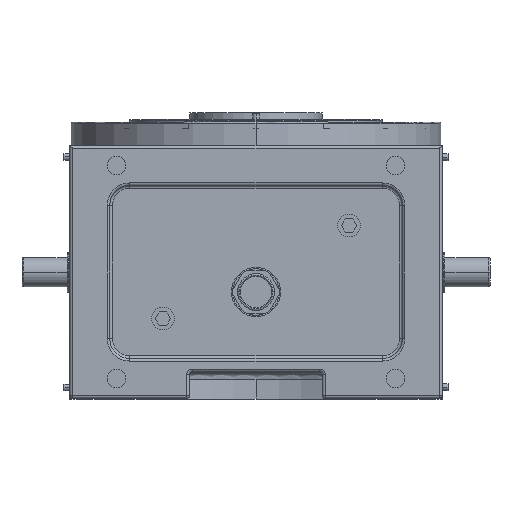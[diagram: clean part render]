
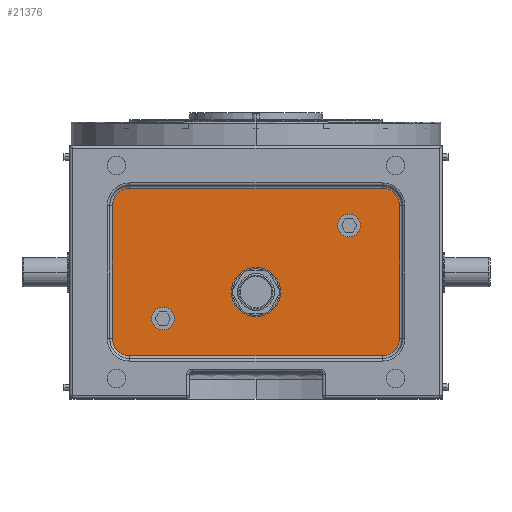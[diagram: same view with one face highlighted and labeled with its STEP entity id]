
A CAD part, top view. The second image highlights one B-rep face of the part: STEP entity #21376.
In plain terms, the highlighted planar face has unit normal (0, 0, 1).
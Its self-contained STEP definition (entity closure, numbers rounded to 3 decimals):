
#45 = VECTOR ( 'NONE', #18942, 1000. ) ;
#402 = ORIENTED_EDGE ( 'NONE', *, *, #1695, .T. ) ;
#513 = AXIS2_PLACEMENT_3D ( 'NONE', #8670, #12463, #32053 ) ;
#812 = EDGE_CURVE ( 'NONE', #14021, #23902, #4320, .T. ) ;
#981 = CIRCLE ( 'NONE', #33123, 8.5 ) ;
#1140 = ORIENTED_EDGE ( 'NONE', *, *, #28321, .T. ) ;
#1294 = CARTESIAN_POINT ( 'NONE',  ( -95., 63., 200. ) ) ;
#1695 = EDGE_CURVE ( 'NONE', #41630, #21318, #36771, .T. ) ;
#3718 = CARTESIAN_POINT ( 'NONE',  ( -18.5, -15., 200. ) ) ;
#4320 = CIRCLE ( 'NONE', #28622, 13. ) ;
#4782 = ORIENTED_EDGE ( 'NONE', *, *, #31558, .F. ) ;
#4999 = CARTESIAN_POINT ( 'NONE',  ( 108., 50., 200. ) ) ;
#5492 = FACE_BOUND ( 'NONE', #45745, .T. ) ;
#5825 = CARTESIAN_POINT ( 'NONE',  ( 95., -63., 200. ) ) ;
#7049 = CARTESIAN_POINT ( 'NONE',  ( -61.5, -35., 200. ) ) ;
#7347 = DIRECTION ( 'NONE',  ( 0., 0., 1. ) ) ;
#7482 = ORIENTED_EDGE ( 'NONE', *, *, #39621, .T. ) ;
#7841 = AXIS2_PLACEMENT_3D ( 'NONE', #30396, #7347, #37640 ) ;
#7879 = ORIENTED_EDGE ( 'NONE', *, *, #20233, .F. ) ;
#8201 = CARTESIAN_POINT ( 'NONE',  ( -108., 50., 200. ) ) ;
#8670 = CARTESIAN_POINT ( 'NONE',  ( -70., -35., 200. ) ) ;
#8975 = AXIS2_PLACEMENT_3D ( 'NONE', #41907, #49450, #37851 ) ;
#9098 = CARTESIAN_POINT ( 'NONE',  ( -95., -50., 200. ) ) ;
#9220 = VERTEX_POINT ( 'NONE', #35035 ) ;
#9481 = CARTESIAN_POINT ( 'NONE',  ( 108., 50., 200. ) ) ;
#10210 = CARTESIAN_POINT ( 'NONE',  ( -78.5, -35., 200. ) ) ;
#10758 = VERTEX_POINT ( 'NONE', #8201 ) ;
#11360 = DIRECTION ( 'NONE',  ( 0., 0., 1. ) ) ;
#11517 = DIRECTION ( 'NONE',  ( -1., 0., 0. ) ) ;
#12463 = DIRECTION ( 'NONE',  ( 0., 0., 1. ) ) ;
#12659 = AXIS2_PLACEMENT_3D ( 'NONE', #9098, #36017, #31797 ) ;
#13562 = DIRECTION ( 'NONE',  ( 0., 0., 1. ) ) ;
#14021 = VERTEX_POINT ( 'NONE', #37010 ) ;
#15174 = CIRCLE ( 'NONE', #7841, 8.5 ) ;
#15456 = DIRECTION ( 'NONE',  ( 0., -1., 0. ) ) ;
#15764 = EDGE_CURVE ( 'NONE', #32884, #21547, #44142, .T. ) ;
#16894 = AXIS2_PLACEMENT_3D ( 'NONE', #37799, #22823, #11517 ) ;
#16996 = DIRECTION ( 'NONE',  ( 0., 0., 1. ) ) ;
#17164 = DIRECTION ( 'NONE',  ( 1., 0., 0. ) ) ;
#18050 = ORIENTED_EDGE ( 'NONE', *, *, #15764, .F. ) ;
#18748 = VERTEX_POINT ( 'NONE', #24670 ) ;
#18942 = DIRECTION ( 'NONE',  ( 1., 0., 0. ) ) ;
#19384 = FACE_BOUND ( 'NONE', #42257, .T. ) ;
#19512 = AXIS2_PLACEMENT_3D ( 'NONE', #49744, #11360, #46215 ) ;
#19703 = VERTEX_POINT ( 'NONE', #30799 ) ;
#20143 = CARTESIAN_POINT ( 'NONE',  ( 61.5, 35., 200. ) ) ;
#20233 = EDGE_CURVE ( 'NONE', #18748, #35798, #15174, .T. ) ;
#21318 = VERTEX_POINT ( 'NONE', #24266 ) ;
#21376 = ADVANCED_FACE ( 'NONE', ( #44667, #34423, #19384, #5492 ), #28120, .F. ) ;
#21547 = VERTEX_POINT ( 'NONE', #10210 ) ;
#21570 = DIRECTION ( 'NONE',  ( 0., 0., 1. ) ) ;
#21749 = EDGE_CURVE ( 'NONE', #21547, #32884, #45804, .T. ) ;
#22709 = ORIENTED_EDGE ( 'NONE', *, *, #40987, .F. ) ;
#22823 = DIRECTION ( 'NONE',  ( 0., 0., 1. ) ) ;
#23037 = CIRCLE ( 'NONE', #29759, 18.5 ) ;
#23734 = DIRECTION ( 'NONE',  ( 1., 0., 0. ) ) ;
#23902 = VERTEX_POINT ( 'NONE', #48779 ) ;
#23916 = LINE ( 'NONE', #4999, #40766 ) ;
#24184 = LINE ( 'NONE', #26993, #45 ) ;
#24266 = CARTESIAN_POINT ( 'NONE',  ( 95., 63., 200. ) ) ;
#24363 = EDGE_CURVE ( 'NONE', #9220, #41630, #23916, .T. ) ;
#24412 = ORIENTED_EDGE ( 'NONE', *, *, #44039, .T. ) ;
#24442 = CARTESIAN_POINT ( 'NONE',  ( 95., 50., 200. ) ) ;
#24670 = CARTESIAN_POINT ( 'NONE',  ( 78.5, 35., 200. ) ) ;
#25187 = CARTESIAN_POINT ( 'NONE',  ( 0., -15., 200. ) ) ;
#26548 = ORIENTED_EDGE ( 'NONE', *, *, #812, .T. ) ;
#26888 = DIRECTION ( 'NONE',  ( -1., 0., 0. ) ) ;
#26993 = CARTESIAN_POINT ( 'NONE',  ( 95., -63., 200. ) ) ;
#27632 = DIRECTION ( 'NONE',  ( -1., 0., 0. ) ) ;
#28120 = PLANE ( 'NONE',  #12659 ) ;
#28259 = DIRECTION ( 'NONE',  ( 0., 0., 1. ) ) ;
#28321 = EDGE_CURVE ( 'NONE', #23902, #46839, #24184, .T. ) ;
#28376 = VECTOR ( 'NONE', #26888, 1000. ) ;
#28622 = AXIS2_PLACEMENT_3D ( 'NONE', #46580, #16996, #37957 ) ;
#29599 = CIRCLE ( 'NONE', #16894, 13. ) ;
#29759 = AXIS2_PLACEMENT_3D ( 'NONE', #25187, #13562, #17164 ) ;
#29937 = AXIS2_PLACEMENT_3D ( 'NONE', #24442, #42972, #27632 ) ;
#30396 = CARTESIAN_POINT ( 'NONE',  ( 70., 35., 200. ) ) ;
#30799 = CARTESIAN_POINT ( 'NONE',  ( 18.5, -15., 200. ) ) ;
#31558 = EDGE_CURVE ( 'NONE', #35798, #18748, #981, .T. ) ;
#31797 = DIRECTION ( 'NONE',  ( 0., -1., 0. ) ) ;
#32053 = DIRECTION ( 'NONE',  ( 1., 0., 0. ) ) ;
#32837 = CARTESIAN_POINT ( 'NONE',  ( 0., -15., 200. ) ) ;
#32884 = VERTEX_POINT ( 'NONE', #7049 ) ;
#32953 = CIRCLE ( 'NONE', #8975, 13. ) ;
#33123 = AXIS2_PLACEMENT_3D ( 'NONE', #43079, #28259, #23734 ) ;
#33238 = CIRCLE ( 'NONE', #33654, 18.5 ) ;
#33654 = AXIS2_PLACEMENT_3D ( 'NONE', #32837, #21570, #48477 ) ;
#33907 = EDGE_CURVE ( 'NONE', #21318, #34093, #42236, .T. ) ;
#34093 = VERTEX_POINT ( 'NONE', #1294 ) ;
#34423 = FACE_OUTER_BOUND ( 'NONE', #37350, .T. ) ;
#34684 = EDGE_LOOP ( 'NONE', ( #36401, #22709 ) ) ;
#35002 = VERTEX_POINT ( 'NONE', #3718 ) ;
#35035 = CARTESIAN_POINT ( 'NONE',  ( 108., -50., 200. ) ) ;
#35798 = VERTEX_POINT ( 'NONE', #20143 ) ;
#36017 = DIRECTION ( 'NONE',  ( 0., 0., -1. ) ) ;
#36058 = ORIENTED_EDGE ( 'NONE', *, *, #21749, .F. ) ;
#36401 = ORIENTED_EDGE ( 'NONE', *, *, #39766, .F. ) ;
#36771 = CIRCLE ( 'NONE', #29937, 13. ) ;
#37010 = CARTESIAN_POINT ( 'NONE',  ( -108., -50., 200. ) ) ;
#37350 = EDGE_LOOP ( 'NONE', ( #24412, #7482, #26548, #1140, #40612, #47348, #402, #44482 ) ) ;
#37640 = DIRECTION ( 'NONE',  ( 1., 0., 0. ) ) ;
#37799 = CARTESIAN_POINT ( 'NONE',  ( 95., -50., 200. ) ) ;
#37851 = DIRECTION ( 'NONE',  ( -1., 0., 0. ) ) ;
#37957 = DIRECTION ( 'NONE',  ( -1., 0., 0. ) ) ;
#38368 = CARTESIAN_POINT ( 'NONE',  ( -108., -50., 200. ) ) ;
#39621 = EDGE_CURVE ( 'NONE', #10758, #14021, #41677, .T. ) ;
#39766 = EDGE_CURVE ( 'NONE', #19703, #35002, #23037, .T. ) ;
#40057 = EDGE_CURVE ( 'NONE', #46839, #9220, #29599, .T. ) ;
#40612 = ORIENTED_EDGE ( 'NONE', *, *, #40057, .T. ) ;
#40766 = VECTOR ( 'NONE', #43556, 1000. ) ;
#40987 = EDGE_CURVE ( 'NONE', #35002, #19703, #33238, .T. ) ;
#41630 = VERTEX_POINT ( 'NONE', #9481 ) ;
#41677 = LINE ( 'NONE', #38368, #45304 ) ;
#41907 = CARTESIAN_POINT ( 'NONE',  ( -95., 50., 200. ) ) ;
#42236 = LINE ( 'NONE', #42531, #28376 ) ;
#42257 = EDGE_LOOP ( 'NONE', ( #7879, #4782 ) ) ;
#42531 = CARTESIAN_POINT ( 'NONE',  ( -95., 63., 200. ) ) ;
#42972 = DIRECTION ( 'NONE',  ( 0., 0., 1. ) ) ;
#43079 = CARTESIAN_POINT ( 'NONE',  ( 70., 35., 200. ) ) ;
#43556 = DIRECTION ( 'NONE',  ( 0., 1., 0. ) ) ;
#44039 = EDGE_CURVE ( 'NONE', #34093, #10758, #32953, .T. ) ;
#44142 = CIRCLE ( 'NONE', #513, 8.5 ) ;
#44482 = ORIENTED_EDGE ( 'NONE', *, *, #33907, .T. ) ;
#44667 = FACE_BOUND ( 'NONE', #34684, .T. ) ;
#45304 = VECTOR ( 'NONE', #15456, 1000. ) ;
#45745 = EDGE_LOOP ( 'NONE', ( #18050, #36058 ) ) ;
#45804 = CIRCLE ( 'NONE', #19512, 8.5 ) ;
#46215 = DIRECTION ( 'NONE',  ( 1., 0., 0. ) ) ;
#46580 = CARTESIAN_POINT ( 'NONE',  ( -95., -50., 200. ) ) ;
#46839 = VERTEX_POINT ( 'NONE', #5825 ) ;
#47348 = ORIENTED_EDGE ( 'NONE', *, *, #24363, .T. ) ;
#48477 = DIRECTION ( 'NONE',  ( 1., 0., 0. ) ) ;
#48779 = CARTESIAN_POINT ( 'NONE',  ( -95., -63., 200. ) ) ;
#49450 = DIRECTION ( 'NONE',  ( 0., 0., 1. ) ) ;
#49744 = CARTESIAN_POINT ( 'NONE',  ( -70., -35., 200. ) ) ;
